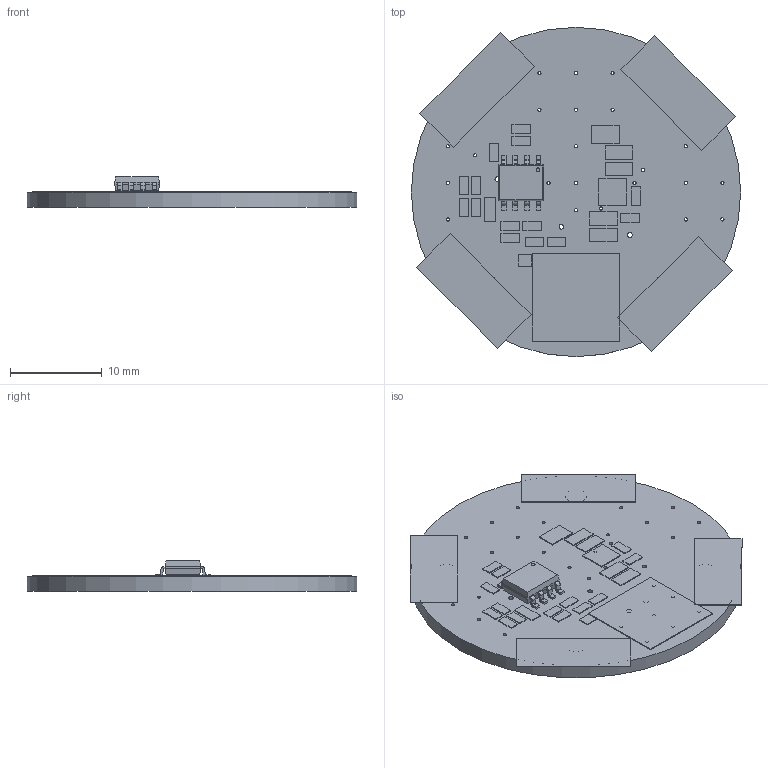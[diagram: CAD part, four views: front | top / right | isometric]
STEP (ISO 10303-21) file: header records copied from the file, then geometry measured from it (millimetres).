
FILE_DESCRIPTION(/* description */ (''),/* implementation_level */ '2;1');
FILE_NAME(/* name */ '62820294-9068-488b-9c5f-96f07c98eb50.stp',/* time_stamp */ '2020-06-12T14:51:38+00:00',/* author */ (''),/* organization */ (''),/* preprocessor_version */ 'ST-DEVELOPER v18.1',/* originating_system */ 'Autodesk Translation Framework v9.3.0.1241',/* authorisation */ '');
FILE_SCHEMA (('AUTOMOTIVE_DESIGN { 1 0 10303 214 3 1 1 }'));
Length unit declared in the file: millimetre
Products named in the file (12): 62820294-9068-488b-9c5f-96f07c98eb50; PCB Component; Board; DNP; CMA-6542PF; JUMPER DNP; 250mA/100V; LM358D; TPS61072DDC; 0.1uF; 4.7uH; 4.7uF
Assembly tree (30 placements, depth 3):
  62820294-9068-488b-9c5f-96f07c98eb50
    PCB Component
      Board
      DNP  x4
      CMA-6542PF
      JUMPER DNP
      250mA/100V
      LM358D
      TPS61072DDC
      0.1uF  x14
      4.7uH
      4.7uF  x4
Bounding box: 36 x 36 x 3.32 mm (x, y, z)
Volume: 1635.1 mm3; surface area: 3235.4 mm2
Topology: 29 solids, 29 shells, 332 faces, 780 edges, 507 vertices
Faces by surface type: plane 259, cylinder 73
Full cylindrical faces by diameter (mm): 0.35 x31, 0.508 x3, 0.6 x2, 2.4 x4, 36 x1
Entity records: 7428 total; most frequent: DIRECTION 1219, CARTESIAN_POINT 1167, ORIENTED_EDGE 1104, EDGE_CURVE 552, AXIS2_PLACEMENT_3D 407, LINE 405, VECTOR 405, VERTEX_POINT 355
